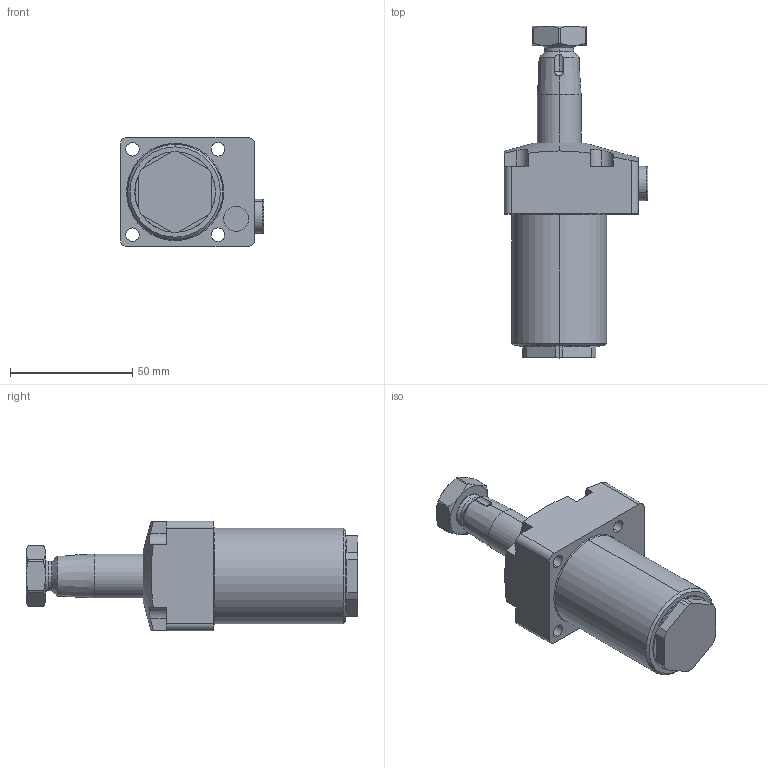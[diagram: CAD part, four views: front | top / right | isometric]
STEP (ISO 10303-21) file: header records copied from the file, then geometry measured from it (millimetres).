
FILE_DESCRIPTION (( 'STEP AP203' ), '1' );
FILE_NAME ('HCTT02-L.STEP', '2019-10-14T06:21:52', ( '微软用户' ), ( '微软中国' ), 'SwSTEP 2.0', 'SolidWorks 2012', '' );
FILE_SCHEMA (( 'CONFIG_CONTROL_DESIGN' ));
Length unit declared in the file: millimetre
Products named in the file (5): HCTT02掛极_______; HCTT02活塞杆_______; HCTT02蹟譫_______; HCTT02黑芛_______; HCTT02-L
Assembly tree (4 placements, depth 2):
  HCTT02-L
    HCTT02掛极_______
    HCTT02活塞杆_______
    HCTT02蹟譫_______
    HCTT02黑芛_______
Bounding box: 58.8 x 136 x 45 mm (x, y, z)
Volume: 137534.6 mm3; surface area: 25010.5 mm2
Topology: 4 solids, 4 shells, 156 faces, 373 edges, 234 vertices
Faces by surface type: plane 64, cylinder 53, cone 34, torus 4, sphere 1
Entity records: 5345 total; most frequent: CARTESIAN_POINT 1172, DIRECTION 790, ORIENTED_EDGE 744, EDGE_CURVE 372, AXIS2_PLACEMENT_3D 308, VERTEX_POINT 234, EDGE_LOOP 176, VECTOR 174
